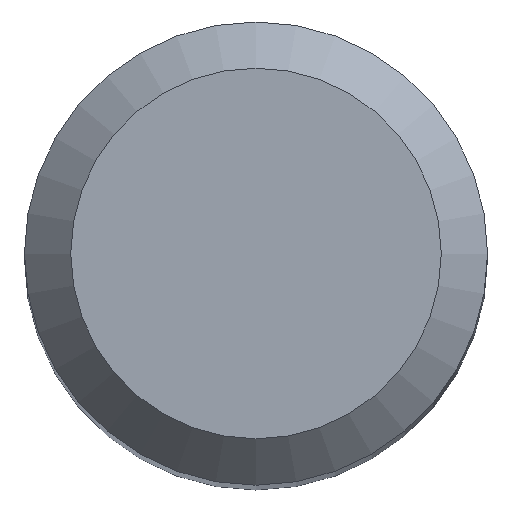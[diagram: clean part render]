
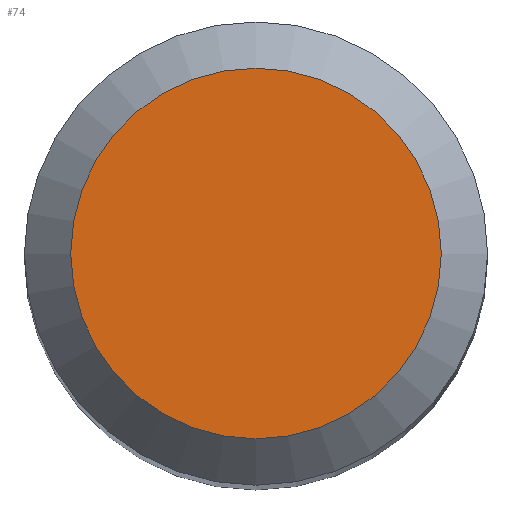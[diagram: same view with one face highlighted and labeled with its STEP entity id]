
A CAD part, top view. The second image highlights one B-rep face of the part: STEP entity #74.
In plain terms, the highlighted planar face has unit normal (0, 0, 1).
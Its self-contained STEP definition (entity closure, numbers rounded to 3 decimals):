
#8 = CARTESIAN_POINT ( 'NONE',  ( 0., 0., 0. ) ) ;
#48 = CARTESIAN_POINT ( 'NONE',  ( 2.4, 0., 0. ) ) ;
#74 = ADVANCED_FACE ( 'NONE', ( #270 ), #104, .T. ) ;
#79 = DIRECTION ( 'NONE',  ( 0., 0., 1. ) ) ;
#94 = CIRCLE ( 'NONE', #279, 2.4 ) ;
#99 = DIRECTION ( 'NONE',  ( 1., 0., 0. ) ) ;
#104 = PLANE ( 'NONE',  #113 ) ;
#113 = AXIS2_PLACEMENT_3D ( 'NONE', #8, #79, #99 ) ;
#126 = EDGE_CURVE ( 'NONE', #238, #238, #94, .T. ) ;
#164 = EDGE_LOOP ( 'NONE', ( #224 ) ) ;
#224 = ORIENTED_EDGE ( 'NONE', *, *, #126, .T. ) ;
#238 = VERTEX_POINT ( 'NONE', #48 ) ;
#248 = DIRECTION ( 'NONE',  ( 1., 0., 0. ) ) ;
#268 = CARTESIAN_POINT ( 'NONE',  ( 0., 0., 0. ) ) ;
#270 = FACE_OUTER_BOUND ( 'NONE', #164, .T. ) ;
#277 = DIRECTION ( 'NONE',  ( 0., 0., 1. ) ) ;
#279 = AXIS2_PLACEMENT_3D ( 'NONE', #268, #277, #248 ) ;
